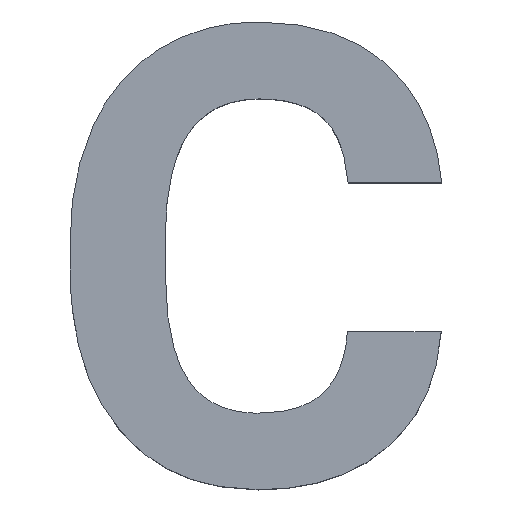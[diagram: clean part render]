
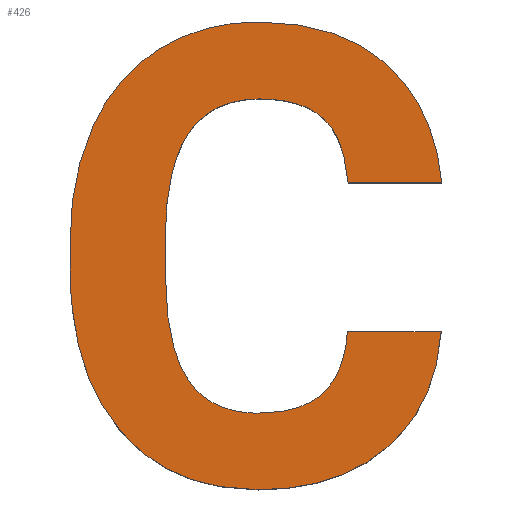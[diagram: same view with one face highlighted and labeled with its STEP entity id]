
A CAD part, top view. The second image highlights one B-rep face of the part: STEP entity #426.
In plain terms, the highlighted planar face has unit normal (0, 0, 1).
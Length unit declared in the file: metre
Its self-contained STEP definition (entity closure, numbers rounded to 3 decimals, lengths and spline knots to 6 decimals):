
#12=CIRCLE('',#444,0.000763);
#14=CIRCLE('',#447,0.000714);
#16=CIRCLE('',#450,0.001128);
#26=PLANE('',#454);
#29=LINE('',#538,#58);
#36=LINE('',#612,#65);
#43=LINE('',#686,#72);
#51=LINE('',#744,#80);
#58=VECTOR('',#461,1.);
#65=VECTOR('',#470,1.);
#72=VECTOR('',#479,1.);
#80=VECTOR('',#507,1.);
#190=ORIENTED_EDGE('',*,*,#211,.F.);
#191=ORIENTED_EDGE('',*,*,#215,.F.);
#192=ORIENTED_EDGE('',*,*,#218,.F.);
#193=ORIENTED_EDGE('',*,*,#221,.F.);
#194=ORIENTED_EDGE('',*,*,#224,.F.);
#195=ORIENTED_EDGE('',*,*,#227,.F.);
#196=ORIENTED_EDGE('',*,*,#230,.F.);
#197=ORIENTED_EDGE('',*,*,#233,.F.);
#198=ORIENTED_EDGE('',*,*,#236,.F.);
#199=ORIENTED_EDGE('',*,*,#239,.F.);
#200=ORIENTED_EDGE('',*,*,#242,.F.);
#201=ORIENTED_EDGE('',*,*,#245,.F.);
#202=ORIENTED_EDGE('',*,*,#248,.F.);
#203=ORIENTED_EDGE('',*,*,#251,.F.);
#204=ORIENTED_EDGE('',*,*,#254,.F.);
#205=ORIENTED_EDGE('',*,*,#257,.F.);
#206=ORIENTED_EDGE('',*,*,#260,.F.);
#207=ORIENTED_EDGE('',*,*,#263,.F.);
#208=ORIENTED_EDGE('',*,*,#266,.F.);
#209=ORIENTED_EDGE('',*,*,#269,.F.);
#210=ORIENTED_EDGE('',*,*,#272,.F.);
#211=EDGE_CURVE('',#274,#275,#316,.T.);
#215=EDGE_CURVE('',#278,#274,#29,.T.);
#218=EDGE_CURVE('',#280,#278,#318,.T.);
#221=EDGE_CURVE('',#282,#280,#320,.T.);
#224=EDGE_CURVE('',#284,#282,#322,.T.);
#227=EDGE_CURVE('',#286,#284,#324,.T.);
#230=EDGE_CURVE('',#288,#286,#36,.T.);
#233=EDGE_CURVE('',#290,#288,#326,.T.);
#236=EDGE_CURVE('',#292,#290,#328,.T.);
#239=EDGE_CURVE('',#294,#292,#330,.T.);
#242=EDGE_CURVE('',#296,#294,#332,.T.);
#245=EDGE_CURVE('',#298,#296,#43,.T.);
#248=EDGE_CURVE('',#300,#298,#334,.T.);
#251=EDGE_CURVE('',#302,#300,#336,.T.);
#254=EDGE_CURVE('',#304,#302,#12,.F.);
#257=EDGE_CURVE('',#306,#304,#14,.F.);
#260=EDGE_CURVE('',#308,#306,#16,.F.);
#263=EDGE_CURVE('',#310,#308,#51,.T.);
#266=EDGE_CURVE('',#312,#310,#338,.T.);
#269=EDGE_CURVE('',#314,#312,#340,.T.);
#272=EDGE_CURVE('',#275,#314,#342,.T.);
#274=VERTEX_POINT('',#528);
#275=VERTEX_POINT('',#529);
#278=VERTEX_POINT('',#539);
#280=VERTEX_POINT('',#554);
#282=VERTEX_POINT('',#571);
#284=VERTEX_POINT('',#588);
#286=VERTEX_POINT('',#605);
#288=VERTEX_POINT('',#613);
#290=VERTEX_POINT('',#628);
#292=VERTEX_POINT('',#645);
#294=VERTEX_POINT('',#662);
#296=VERTEX_POINT('',#679);
#298=VERTEX_POINT('',#687);
#300=VERTEX_POINT('',#702);
#302=VERTEX_POINT('',#719);
#304=VERTEX_POINT('',#727);
#306=VERTEX_POINT('',#733);
#308=VERTEX_POINT('',#739);
#310=VERTEX_POINT('',#745);
#312=VERTEX_POINT('',#760);
#314=VERTEX_POINT('',#777);
#316=B_SPLINE_CURVE_WITH_KNOTS('',2,(#525,#526,#527),.UNSPECIFIED.,.F.,
 .F.,(3,3),(0.,1.),.PIECEWISE_BEZIER_KNOTS.);
#318=B_SPLINE_CURVE_WITH_KNOTS('',2,(#551,#552,#553),.UNSPECIFIED.,.F.,
 .F.,(3,3),(0.,1.),.PIECEWISE_BEZIER_KNOTS.);
#320=B_SPLINE_CURVE_WITH_KNOTS('',2,(#568,#569,#570),.UNSPECIFIED.,.F.,
 .F.,(3,3),(0.,1.),.PIECEWISE_BEZIER_KNOTS.);
#322=B_SPLINE_CURVE_WITH_KNOTS('',2,(#585,#586,#587),.UNSPECIFIED.,.F.,
 .F.,(3,3),(0.,1.),.PIECEWISE_BEZIER_KNOTS.);
#324=B_SPLINE_CURVE_WITH_KNOTS('',2,(#602,#603,#604),.UNSPECIFIED.,.F.,
 .F.,(3,3),(0.,1.),.PIECEWISE_BEZIER_KNOTS.);
#326=B_SPLINE_CURVE_WITH_KNOTS('',2,(#625,#626,#627),.UNSPECIFIED.,.F.,
 .F.,(3,3),(0.,1.),.PIECEWISE_BEZIER_KNOTS.);
#328=B_SPLINE_CURVE_WITH_KNOTS('',2,(#642,#643,#644),.UNSPECIFIED.,.F.,
 .F.,(3,3),(0.,1.),.PIECEWISE_BEZIER_KNOTS.);
#330=B_SPLINE_CURVE_WITH_KNOTS('',2,(#659,#660,#661),.UNSPECIFIED.,.F.,
 .F.,(3,3),(0.,1.),.PIECEWISE_BEZIER_KNOTS.);
#332=B_SPLINE_CURVE_WITH_KNOTS('',2,(#676,#677,#678),.UNSPECIFIED.,.F.,
 .F.,(3,3),(0.,1.),.PIECEWISE_BEZIER_KNOTS.);
#334=B_SPLINE_CURVE_WITH_KNOTS('',2,(#699,#700,#701),.UNSPECIFIED.,.F.,
 .F.,(3,3),(0.,1.),.PIECEWISE_BEZIER_KNOTS.);
#336=B_SPLINE_CURVE_WITH_KNOTS('',2,(#716,#717,#718),.UNSPECIFIED.,.F.,
 .F.,(3,3),(0.,1.),.PIECEWISE_BEZIER_KNOTS.);
#338=B_SPLINE_CURVE_WITH_KNOTS('',2,(#757,#758,#759),.UNSPECIFIED.,.F.,
 .F.,(3,3),(0.,1.),.PIECEWISE_BEZIER_KNOTS.);
#340=B_SPLINE_CURVE_WITH_KNOTS('',2,(#774,#775,#776),.UNSPECIFIED.,.F.,
 .F.,(3,3),(0.,1.),.PIECEWISE_BEZIER_KNOTS.);
#342=B_SPLINE_CURVE_WITH_KNOTS('',2,(#791,#792,#793),.UNSPECIFIED.,.F.,
 .F.,(3,3),(0.,1.),.PIECEWISE_BEZIER_KNOTS.);
#366=EDGE_LOOP('',(#190,#191,#192,#193,#194,#195,#196,#197,#198,#199,#200,
#201,#202,#203,#204,#205,#206,#207,#208,#209,#210));
#389=FACE_BOUND('',#366,.T.);
#426=ADVANCED_FACE('',(#389),#26,.T.);
#444=AXIS2_PLACEMENT_3D('',#726,#486,#487);
#447=AXIS2_PLACEMENT_3D('',#732,#493,#494);
#450=AXIS2_PLACEMENT_3D('',#738,#500,#501);
#454=AXIS2_PLACEMENT_3D('',#798,#514,#515);
#461=DIRECTION('',(1.,0.,0.));
#470=DIRECTION('',(0.,-1.,0.));
#479=DIRECTION('',(-1.,0.,0.));
#486=DIRECTION('',(0.,0.,1.));
#487=DIRECTION('',(1.,0.,0.));
#493=DIRECTION('',(0.,0.,1.));
#494=DIRECTION('',(1.,0.,0.));
#500=DIRECTION('',(0.,0.,1.));
#501=DIRECTION('',(1.,0.,0.));
#507=DIRECTION('',(0.,1.,0.));
#514=DIRECTION('',(0.,0.,1.));
#515=DIRECTION('',(1.,0.,0.));
#525=CARTESIAN_POINT('',(0.199768,-0.02571,0.0095));
#526=CARTESIAN_POINT('',(0.199746,-0.026013,0.0095));
#527=CARTESIAN_POINT('',(0.199544,-0.026187,0.0095));
#528=CARTESIAN_POINT('',(0.199768,-0.02571,0.0095));
#529=CARTESIAN_POINT('',(0.199544,-0.026187,0.0095));
#538=CARTESIAN_POINT('',(0.199574,-0.02571,0.0095));
#539=CARTESIAN_POINT('',(0.199381,-0.02571,0.0095));
#551=CARTESIAN_POINT('',(0.19928,-0.025964,0.0095));
#552=CARTESIAN_POINT('',(0.199368,-0.025882,0.0095));
#553=CARTESIAN_POINT('',(0.199381,-0.02571,0.0095));
#554=CARTESIAN_POINT('',(0.19928,-0.025964,0.0095));
#568=CARTESIAN_POINT('',(0.199013,-0.026046,0.0095));
#569=CARTESIAN_POINT('',(0.199192,-0.026046,0.0095));
#570=CARTESIAN_POINT('',(0.19928,-0.025964,0.0095));
#571=CARTESIAN_POINT('',(0.199013,-0.026046,0.0095));
#585=CARTESIAN_POINT('',(0.198722,-0.025905,0.0095));
#586=CARTESIAN_POINT('',(0.198814,-0.026046,0.0095));
#587=CARTESIAN_POINT('',(0.199013,-0.026046,0.0095));
#588=CARTESIAN_POINT('',(0.198722,-0.025905,0.0095));
#602=CARTESIAN_POINT('',(0.19863,-0.02546,0.0095));
#603=CARTESIAN_POINT('',(0.19863,-0.025765,0.0095));
#604=CARTESIAN_POINT('',(0.198722,-0.025905,0.0095));
#605=CARTESIAN_POINT('',(0.19863,-0.02546,0.0095));
#612=CARTESIAN_POINT('',(0.19863,-0.02539,0.0095));
#613=CARTESIAN_POINT('',(0.19863,-0.025319,0.0095));
#625=CARTESIAN_POINT('',(0.198729,-0.024889,0.0095));
#626=CARTESIAN_POINT('',(0.198633,-0.025028,0.0095));
#627=CARTESIAN_POINT('',(0.19863,-0.025319,0.0095));
#628=CARTESIAN_POINT('',(0.198729,-0.024889,0.0095));
#642=CARTESIAN_POINT('',(0.199018,-0.02475,0.0095));
#643=CARTESIAN_POINT('',(0.198825,-0.02475,0.0095));
#644=CARTESIAN_POINT('',(0.198729,-0.024889,0.0095));
#645=CARTESIAN_POINT('',(0.199018,-0.02475,0.0095));
#659=CARTESIAN_POINT('',(0.199283,-0.024832,0.0095));
#660=CARTESIAN_POINT('',(0.199196,-0.02475,0.0095));
#661=CARTESIAN_POINT('',(0.199018,-0.02475,0.0095));
#662=CARTESIAN_POINT('',(0.199283,-0.024832,0.0095));
#676=CARTESIAN_POINT('',(0.199384,-0.025096,0.0095));
#677=CARTESIAN_POINT('',(0.19937,-0.024914,0.0095));
#678=CARTESIAN_POINT('',(0.199283,-0.024832,0.0095));
#679=CARTESIAN_POINT('',(0.199384,-0.025096,0.0095));
#686=CARTESIAN_POINT('',(0.199577,-0.025096,0.0095));
#687=CARTESIAN_POINT('',(0.19977,-0.025096,0.0095));
#699=CARTESIAN_POINT('',(0.199541,-0.024607,0.0095));
#700=CARTESIAN_POINT('',(0.199739,-0.024781,0.0095));
#701=CARTESIAN_POINT('',(0.19977,-0.025096,0.0095));
#702=CARTESIAN_POINT('',(0.199541,-0.024607,0.0095));
#716=CARTESIAN_POINT('',(0.199018,-0.024433,0.0095));
#717=CARTESIAN_POINT('',(0.199343,-0.024433,0.0095));
#718=CARTESIAN_POINT('',(0.199541,-0.024607,0.0095));
#719=CARTESIAN_POINT('',(0.199018,-0.024433,0.0095));
#726=CARTESIAN_POINT('',(0.198999,-0.025197,0.0095));
#727=CARTESIAN_POINT('',(0.198606,-0.024543,0.0095));
#732=CARTESIAN_POINT('',(0.198988,-0.025146,0.0095));
#733=CARTESIAN_POINT('',(0.198333,-0.02486,0.0095));
#738=CARTESIAN_POINT('',(0.199367,-0.025311,0.0095));
#739=CARTESIAN_POINT('',(0.198239,-0.025337,0.0095));
#744=CARTESIAN_POINT('',(0.198238,-0.025394,0.0095));
#745=CARTESIAN_POINT('',(0.198238,-0.025451,0.0095));
#757=CARTESIAN_POINT('',(0.198445,-0.026118,0.0095));
#758=CARTESIAN_POINT('',(0.198238,-0.025875,0.0095));
#759=CARTESIAN_POINT('',(0.198238,-0.025451,0.0095));
#760=CARTESIAN_POINT('',(0.198445,-0.026118,0.0095));
#774=CARTESIAN_POINT('',(0.199013,-0.026361,0.0095));
#775=CARTESIAN_POINT('',(0.198652,-0.026361,0.0095));
#776=CARTESIAN_POINT('',(0.198445,-0.026118,0.0095));
#777=CARTESIAN_POINT('',(0.199013,-0.026361,0.0095));
#791=CARTESIAN_POINT('',(0.199544,-0.026187,0.0095));
#792=CARTESIAN_POINT('',(0.199343,-0.026361,0.0095));
#793=CARTESIAN_POINT('',(0.199013,-0.026361,0.0095));
#798=CARTESIAN_POINT('',(0.104891,-0.015824,0.0095));
